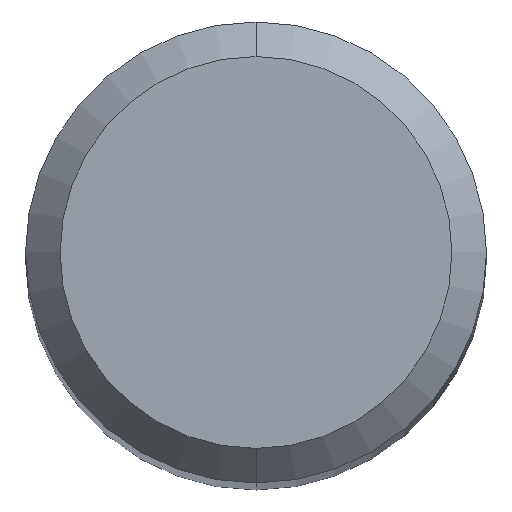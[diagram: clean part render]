
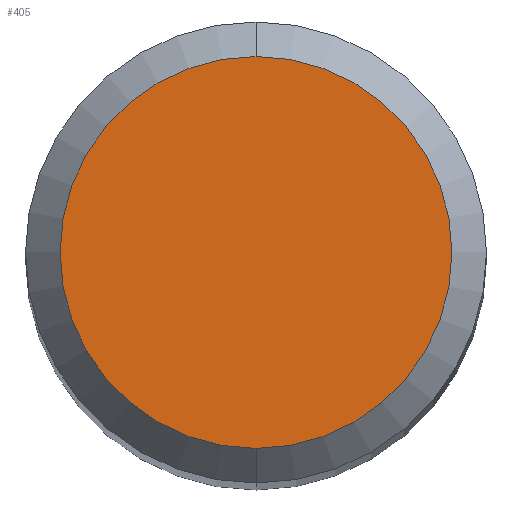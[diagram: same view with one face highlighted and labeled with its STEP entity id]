
A CAD part, top view. The second image highlights one B-rep face of the part: STEP entity #405.
In plain terms, the highlighted planar face has unit normal (0, 0, 1).
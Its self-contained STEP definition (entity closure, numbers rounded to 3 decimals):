
#241=EDGE_CURVE('',#419,#445,#561,.T.);
#315=EDGE_CURVE('',#445,#419,#639,.T.);
#405=ADVANCED_FACE('',(#740),#741,.T.);
#419=VERTEX_POINT('',#758);
#445=VERTEX_POINT('',#790);
#561=CIRCLE('',#974,1.7);
#639=CIRCLE('',#1090,1.7);
#740=FACE_OUTER_BOUND('',#1337,.T.);
#741=PLANE('',#1338);
#758=CARTESIAN_POINT('',(0.,-1.7,0.0));
#790=CARTESIAN_POINT('',(0.0,1.7,0.0));
#974=AXIS2_PLACEMENT_3D('',#1532,#1533,#1534);
#1090=AXIS2_PLACEMENT_3D('',#1605,#1606,#1607);
#1337=EDGE_LOOP('',(#1725,#1726));
#1338=AXIS2_PLACEMENT_3D('',#1727,#1728,#1729);
#1532=CARTESIAN_POINT('',(0.0,0.0,0.0));
#1533=DIRECTION('',(0.0,0.0,-1.0));
#1534=DIRECTION('',(0.0,1.0,0.0));
#1605=CARTESIAN_POINT('',(0.0,0.0,0.0));
#1606=DIRECTION('',(0.0,0.0,-1.0));
#1607=DIRECTION('',(0.0,1.0,0.0));
#1725=ORIENTED_EDGE('',*,*,#315,.F.);
#1726=ORIENTED_EDGE('',*,*,#241,.F.);
#1727=CARTESIAN_POINT('',(0.0,0.85,0.0));
#1728=DIRECTION('',(-0.0,0.0,1.0));
#1729=DIRECTION('',(0.0,-1.0,0.0));
